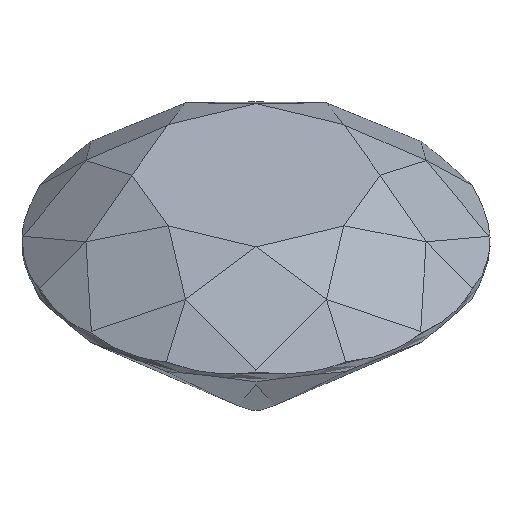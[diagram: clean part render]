
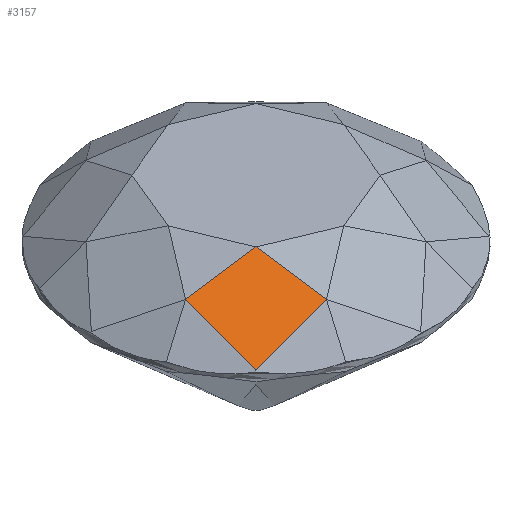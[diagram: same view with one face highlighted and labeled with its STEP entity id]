
A CAD part, isometric view. The second image highlights one B-rep face of the part: STEP entity #3157.
In plain terms, the highlighted planar face has unit normal (-0.401, -0.401, 0.824).
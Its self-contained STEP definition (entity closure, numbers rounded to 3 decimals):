
#808 = PLANE('',#809);
#809 = AXIS2_PLACEMENT_3D('',#810,#811,#812);
#810 = CARTESIAN_POINT('',(-0.695,-1.179,
    -0.392));
#811 = DIRECTION('',(-0.372,-0.557,0.742));
#812 = DIRECTION('',(0.53,0.53,0.663));
#841 = PLANE('',#842);
#842 = AXIS2_PLACEMENT_3D('',#843,#844,#845);
#843 = CARTESIAN_POINT('',(-1.179,-0.695,
    -0.392));
#844 = DIRECTION('',(-0.557,-0.372,0.742));
#845 = DIRECTION('',(-0.53,-0.53,-0.663));
#1558 = VERTEX_POINT('',#1559);
#1559 = CARTESIAN_POINT('',(-1.09,-0.452,
    -0.203));
#1608 = EDGE_CURVE('',#1609,#1558,#1611,.T.);
#1609 = VERTEX_POINT('',#1610);
#1610 = CARTESIAN_POINT('',(-1.055,-1.055,
    -0.479));
#1611 = SURFACE_CURVE('',#1612,(#1616,#1623),.PCURVE_S1.);
#1612 = LINE('',#1613,#1614);
#1613 = CARTESIAN_POINT('',(-1.068,-0.837,
    -0.379));
#1614 = VECTOR('',#1615,1.);
#1615 = DIRECTION('',(-0.053,0.908,0.416)
  );
#1616 = PCURVE('',#841,#1617);
#1617 = DEFINITIONAL_REPRESENTATION('',(#1618),#1622);
#1618 = LINE('',#1619,#1620);
#1619 = CARTESIAN_POINT('',(0.008,0.18));
#1620 = VECTOR('',#1621,1.);
#1621 = DIRECTION('',(-0.728,-0.685));
#1622 = ( GEOMETRIC_REPRESENTATION_CONTEXT(2) 
PARAMETRIC_REPRESENTATION_CONTEXT() REPRESENTATION_CONTEXT('2D SPACE',''
  ) );
#1623 = PCURVE('',#1624,#1629);
#1624 = PLANE('',#1625);
#1625 = AXIS2_PLACEMENT_3D('',#1626,#1627,#1628);
#1626 = CARTESIAN_POINT('',(-0.032,-1.092,
    0.));
#1627 = DIRECTION('',(-0.401,-0.401,0.824));
#1628 = DIRECTION('',(-0.583,-0.583,-0.566));
#1629 = DEFINITIONAL_REPRESENTATION('',(#1630),#1634);
#1630 = LINE('',#1631,#1632);
#1631 = CARTESIAN_POINT('',(0.67,-0.914));
#1632 = VECTOR('',#1633,1.);
#1633 = DIRECTION('',(-0.734,-0.679));
#1634 = ( GEOMETRIC_REPRESENTATION_CONTEXT(2) 
PARAMETRIC_REPRESENTATION_CONTEXT() REPRESENTATION_CONTEXT('2D SPACE',''
  ) );
#1660 = EDGE_CURVE('',#1609,#1661,#1663,.T.);
#1661 = VERTEX_POINT('',#1662);
#1662 = CARTESIAN_POINT('',(-0.452,-1.09,
    -0.203));
#1663 = SURFACE_CURVE('',#1664,(#1668,#1675),.PCURVE_S1.);
#1664 = LINE('',#1665,#1666);
#1665 = CARTESIAN_POINT('',(-0.374,-1.095,
    -0.168));
#1666 = VECTOR('',#1667,1.);
#1667 = DIRECTION('',(0.908,-0.053,0.416)
  );
#1668 = PCURVE('',#808,#1669);
#1669 = DEFINITIONAL_REPRESENTATION('',(#1670),#1674);
#1670 = LINE('',#1671,#1672);
#1671 = CARTESIAN_POINT('',(0.363,-0.169));
#1672 = VECTOR('',#1673,1.);
#1673 = DIRECTION('',(0.728,-0.685));
#1674 = ( GEOMETRIC_REPRESENTATION_CONTEXT(2) 
PARAMETRIC_REPRESENTATION_CONTEXT() REPRESENTATION_CONTEXT('2D SPACE',''
  ) );
#1675 = PCURVE('',#1624,#1676);
#1676 = DEFINITIONAL_REPRESENTATION('',(#1677),#1681);
#1677 = LINE('',#1678,#1679);
#1678 = CARTESIAN_POINT('',(0.296,-0.24));
#1679 = VECTOR('',#1680,1.);
#1680 = DIRECTION('',(-0.734,0.679));
#1681 = ( GEOMETRIC_REPRESENTATION_CONTEXT(2) 
PARAMETRIC_REPRESENTATION_CONTEXT() REPRESENTATION_CONTEXT('2D SPACE',''
  ) );
#2784 = PLANE('',#2785);
#2785 = AXIS2_PLACEMENT_3D('',#2786,#2787,#2788);
#2786 = CARTESIAN_POINT('',(0.,0.,0.)
  );
#2787 = DIRECTION('',(0.,0.,1.));
#2788 = DIRECTION('',(1.,0.,0.));
#3100 = PLANE('',#3101);
#3101 = AXIS2_PLACEMENT_3D('',#3102,#3103,#3104);
#3102 = CARTESIAN_POINT('',(-0.816,-0.338,
    -0.068));
#3103 = DIRECTION('',(-0.383,-0.159,0.91));
#3104 = DIRECTION('',(0.922,0.,0.388));
#3157 = ADVANCED_FACE('',(#3158),#1624,.T.);
#3158 = FACE_BOUND('',#3159,.T.);
#3159 = EDGE_LOOP('',(#3160,#3161,#3162,#3190,#3213));
#3160 = ORIENTED_EDGE('',*,*,#1608,.F.);
#3161 = ORIENTED_EDGE('',*,*,#1660,.T.);
#3162 = ORIENTED_EDGE('',*,*,#3163,.T.);
#3163 = EDGE_CURVE('',#1661,#3164,#3166,.T.);
#3164 = VERTEX_POINT('',#3165);
#3165 = CARTESIAN_POINT('',(-0.561,-0.563,
    0.));
#3166 = SURFACE_CURVE('',#3167,(#3171,#3178),.PCURVE_S1.);
#3167 = LINE('',#3168,#3169);
#3168 = CARTESIAN_POINT('',(-0.477,-0.968,
    -0.156));
#3169 = VECTOR('',#3170,1.);
#3170 = DIRECTION('',(-0.19,0.916,0.353));
#3171 = PCURVE('',#1624,#3172);
#3172 = DEFINITIONAL_REPRESENTATION('',(#3173),#3177);
#3173 = LINE('',#3174,#3175);
#3174 = CARTESIAN_POINT('',(0.275,-0.403));
#3175 = VECTOR('',#3176,1.);
#3176 = DIRECTION('',(-0.623,-0.782));
#3177 = ( GEOMETRIC_REPRESENTATION_CONTEXT(2) 
PARAMETRIC_REPRESENTATION_CONTEXT() REPRESENTATION_CONTEXT('2D SPACE',''
  ) );
#3178 = PCURVE('',#3179,#3184);
#3179 = PLANE('',#3180);
#3180 = AXIS2_PLACEMENT_3D('',#3181,#3182,#3183);
#3181 = CARTESIAN_POINT('',(-0.338,-0.816,
    -0.068));
#3182 = DIRECTION('',(-0.159,-0.383,0.91));
#3183 = DIRECTION('',(0.652,0.652,0.388));
#3184 = DEFINITIONAL_REPRESENTATION('',(#3185),#3189);
#3185 = LINE('',#3186,#3187);
#3186 = CARTESIAN_POINT('',(-0.224,-0.009));
#3187 = VECTOR('',#3188,1.);
#3188 = DIRECTION('',(0.61,0.792));
#3189 = ( GEOMETRIC_REPRESENTATION_CONTEXT(2) 
PARAMETRIC_REPRESENTATION_CONTEXT() REPRESENTATION_CONTEXT('2D SPACE',''
  ) );
#3190 = ORIENTED_EDGE('',*,*,#3191,.T.);
#3191 = EDGE_CURVE('',#3164,#3192,#3194,.T.);
#3192 = VERTEX_POINT('',#3193);
#3193 = CARTESIAN_POINT('',(-0.563,-0.561,
    0.));
#3194 = SURFACE_CURVE('',#3195,(#3199,#3206),.PCURVE_S1.);
#3195 = LINE('',#3196,#3197);
#3196 = CARTESIAN_POINT('',(-0.032,-1.092,
    0.));
#3197 = VECTOR('',#3198,1.);
#3198 = DIRECTION('',(-0.707,0.707,0.
    ));
#3199 = PCURVE('',#1624,#3200);
#3200 = DEFINITIONAL_REPRESENTATION('',(#3201),#3205);
#3201 = LINE('',#3202,#3203);
#3202 = CARTESIAN_POINT('',(-0.,0.));
#3203 = VECTOR('',#3204,1.);
#3204 = DIRECTION('',(0.,-1.));
#3205 = ( GEOMETRIC_REPRESENTATION_CONTEXT(2) 
PARAMETRIC_REPRESENTATION_CONTEXT() REPRESENTATION_CONTEXT('2D SPACE',''
  ) );
#3206 = PCURVE('',#2784,#3207);
#3207 = DEFINITIONAL_REPRESENTATION('',(#3208),#3212);
#3208 = LINE('',#3209,#3210);
#3209 = CARTESIAN_POINT('',(-0.032,-1.092));
#3210 = VECTOR('',#3211,1.);
#3211 = DIRECTION('',(-0.707,0.707));
#3212 = ( GEOMETRIC_REPRESENTATION_CONTEXT(2) 
PARAMETRIC_REPRESENTATION_CONTEXT() REPRESENTATION_CONTEXT('2D SPACE',''
  ) );
#3213 = ORIENTED_EDGE('',*,*,#3214,.T.);
#3214 = EDGE_CURVE('',#3192,#1558,#3215,.T.);
#3215 = SURFACE_CURVE('',#3216,(#3220,#3227),.PCURVE_S1.);
#3216 = LINE('',#3217,#3218);
#3217 = CARTESIAN_POINT('',(-0.431,-0.588,
    0.051));
#3218 = VECTOR('',#3219,1.);
#3219 = DIRECTION('',(-0.916,0.19,-0.353));
#3220 = PCURVE('',#1624,#3221);
#3221 = DEFINITIONAL_REPRESENTATION('',(#3222),#3226);
#3222 = LINE('',#3223,#3224);
#3223 = CARTESIAN_POINT('',(-0.09,-0.638));
#3224 = VECTOR('',#3225,1.);
#3225 = DIRECTION('',(0.623,-0.782));
#3226 = ( GEOMETRIC_REPRESENTATION_CONTEXT(2) 
PARAMETRIC_REPRESENTATION_CONTEXT() REPRESENTATION_CONTEXT('2D SPACE',''
  ) );
#3227 = PCURVE('',#3100,#3228);
#3228 = DEFINITIONAL_REPRESENTATION('',(#3229),#3233);
#3229 = LINE('',#3230,#3231);
#3230 = CARTESIAN_POINT('',(0.402,-0.254));
#3231 = VECTOR('',#3232,1.);
#3232 = DIRECTION('',(-0.981,0.192));
#3233 = ( GEOMETRIC_REPRESENTATION_CONTEXT(2) 
PARAMETRIC_REPRESENTATION_CONTEXT() REPRESENTATION_CONTEXT('2D SPACE',''
  ) );
